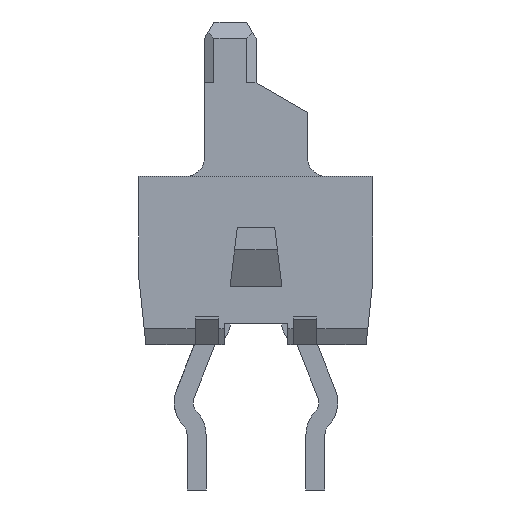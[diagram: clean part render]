
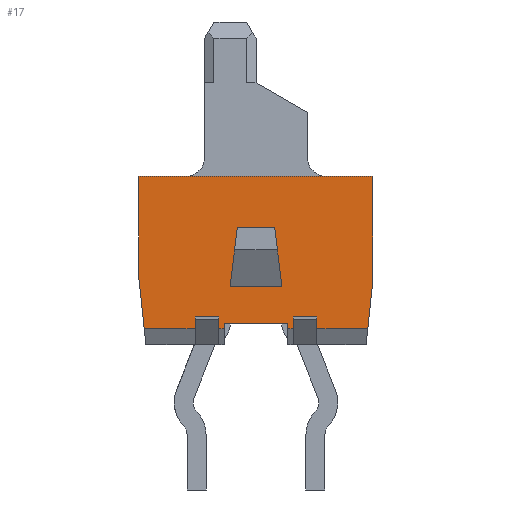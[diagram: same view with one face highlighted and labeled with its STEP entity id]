
A CAD part, front view. The second image highlights one B-rep face of the part: STEP entity #17.
In plain terms, the highlighted planar face has unit normal (0, -1, 0).
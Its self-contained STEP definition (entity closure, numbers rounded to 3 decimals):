
#17 = ADVANCED_FACE('',(#18,#164),#198,.F.);
#18 = FACE_BOUND('',#19,.F.);
#19 = EDGE_LOOP('',(#20,#30,#38,#46,#54,#62,#70,#78,#86,#94,#102,#110,
    #118,#126,#134,#142,#150,#158));
#20 = ORIENTED_EDGE('',*,*,#21,.F.);
#21 = EDGE_CURVE('',#22,#24,#26,.T.);
#22 = VERTEX_POINT('',#23);
#23 = CARTESIAN_POINT('',(-1.089,-10.56,0.346));
#24 = VERTEX_POINT('',#25);
#25 = CARTESIAN_POINT('',(0.,-10.56,0.346));
#26 = LINE('',#27,#28);
#27 = CARTESIAN_POINT('',(-1.089,-10.56,0.346));
#28 = VECTOR('',#29,1.);
#29 = DIRECTION('',(1.,0.,0.));
#30 = ORIENTED_EDGE('',*,*,#31,.T.);
#31 = EDGE_CURVE('',#22,#32,#34,.T.);
#32 = VERTEX_POINT('',#33);
#33 = CARTESIAN_POINT('',(-1.2,-10.56,1.4));
#34 = LINE('',#35,#36);
#35 = CARTESIAN_POINT('',(-1.089,-10.56,0.346));
#36 = VECTOR('',#37,1.);
#37 = DIRECTION('',(-0.105,0.,0.995));
#38 = ORIENTED_EDGE('',*,*,#39,.T.);
#39 = EDGE_CURVE('',#32,#40,#42,.T.);
#40 = VERTEX_POINT('',#41);
#41 = CARTESIAN_POINT('',(-1.2,-10.56,3.6));
#42 = LINE('',#43,#44);
#43 = CARTESIAN_POINT('',(-1.2,-10.56,1.4));
#44 = VECTOR('',#45,1.);
#45 = DIRECTION('',(0.,0.,1.));
#46 = ORIENTED_EDGE('',*,*,#47,.T.);
#47 = EDGE_CURVE('',#40,#48,#50,.T.);
#48 = VERTEX_POINT('',#49);
#49 = CARTESIAN_POINT('',(3.8,-10.56,3.6));
#50 = LINE('',#51,#52);
#51 = CARTESIAN_POINT('',(-1.2,-10.56,3.6));
#52 = VECTOR('',#53,1.);
#53 = DIRECTION('',(1.,0.,0.));
#54 = ORIENTED_EDGE('',*,*,#55,.T.);
#55 = EDGE_CURVE('',#48,#56,#58,.T.);
#56 = VERTEX_POINT('',#57);
#57 = CARTESIAN_POINT('',(3.8,-10.56,1.4));
#58 = LINE('',#59,#60);
#59 = CARTESIAN_POINT('',(3.8,-10.56,3.6));
#60 = VECTOR('',#61,1.);
#61 = DIRECTION('',(0.,0.,-1.));
#62 = ORIENTED_EDGE('',*,*,#63,.T.);
#63 = EDGE_CURVE('',#56,#64,#66,.T.);
#64 = VERTEX_POINT('',#65);
#65 = CARTESIAN_POINT('',(3.689,-10.56,0.346));
#66 = LINE('',#67,#68);
#67 = CARTESIAN_POINT('',(3.8,-10.56,1.4));
#68 = VECTOR('',#69,1.);
#69 = DIRECTION('',(-0.105,0.,-0.995));
#70 = ORIENTED_EDGE('',*,*,#71,.F.);
#71 = EDGE_CURVE('',#72,#64,#74,.T.);
#72 = VERTEX_POINT('',#73);
#73 = CARTESIAN_POINT('',(2.6,-10.56,0.346));
#74 = LINE('',#75,#76);
#75 = CARTESIAN_POINT('',(2.6,-10.56,0.346));
#76 = VECTOR('',#77,1.);
#77 = DIRECTION('',(1.,0.,0.));
#78 = ORIENTED_EDGE('',*,*,#79,.T.);
#79 = EDGE_CURVE('',#72,#80,#82,.T.);
#80 = VERTEX_POINT('',#81);
#81 = CARTESIAN_POINT('',(2.6,-10.56,0.6));
#82 = LINE('',#83,#84);
#83 = CARTESIAN_POINT('',(2.6,-10.56,0.346));
#84 = VECTOR('',#85,1.);
#85 = DIRECTION('',(0.,0.,1.));
#86 = ORIENTED_EDGE('',*,*,#87,.F.);
#87 = EDGE_CURVE('',#88,#80,#90,.T.);
#88 = VERTEX_POINT('',#89);
#89 = CARTESIAN_POINT('',(2.1,-10.56,0.6));
#90 = LINE('',#91,#92);
#91 = CARTESIAN_POINT('',(2.1,-10.56,0.6));
#92 = VECTOR('',#93,1.);
#93 = DIRECTION('',(1.,0.,0.));
#94 = ORIENTED_EDGE('',*,*,#95,.F.);
#95 = EDGE_CURVE('',#96,#88,#98,.T.);
#96 = VERTEX_POINT('',#97);
#97 = CARTESIAN_POINT('',(2.1,-10.56,0.346));
#98 = LINE('',#99,#100);
#99 = CARTESIAN_POINT('',(2.1,-10.56,0.346));
#100 = VECTOR('',#101,1.);
#101 = DIRECTION('',(0.,0.,1.));
#102 = ORIENTED_EDGE('',*,*,#103,.F.);
#103 = EDGE_CURVE('',#104,#96,#106,.T.);
#104 = VERTEX_POINT('',#105);
#105 = CARTESIAN_POINT('',(1.975,-10.56,0.346));
#106 = LINE('',#107,#108);
#107 = CARTESIAN_POINT('',(1.975,-10.56,0.346));
#108 = VECTOR('',#109,1.);
#109 = DIRECTION('',(1.,0.,0.));
#110 = ORIENTED_EDGE('',*,*,#111,.T.);
#111 = EDGE_CURVE('',#104,#112,#114,.T.);
#112 = VERTEX_POINT('',#113);
#113 = CARTESIAN_POINT('',(1.975,-10.56,0.45));
#114 = LINE('',#115,#116);
#115 = CARTESIAN_POINT('',(1.975,-10.56,0.346));
#116 = VECTOR('',#117,1.);
#117 = DIRECTION('',(0.,0.,1.));
#118 = ORIENTED_EDGE('',*,*,#119,.T.);
#119 = EDGE_CURVE('',#112,#120,#122,.T.);
#120 = VERTEX_POINT('',#121);
#121 = CARTESIAN_POINT('',(0.625,-10.56,0.45));
#122 = LINE('',#123,#124);
#123 = CARTESIAN_POINT('',(1.975,-10.56,0.45));
#124 = VECTOR('',#125,1.);
#125 = DIRECTION('',(-1.,0.,0.));
#126 = ORIENTED_EDGE('',*,*,#127,.T.);
#127 = EDGE_CURVE('',#120,#128,#130,.T.);
#128 = VERTEX_POINT('',#129);
#129 = CARTESIAN_POINT('',(0.625,-10.56,0.346));
#130 = LINE('',#131,#132);
#131 = CARTESIAN_POINT('',(0.625,-10.56,0.45));
#132 = VECTOR('',#133,1.);
#133 = DIRECTION('',(0.,0.,-1.));
#134 = ORIENTED_EDGE('',*,*,#135,.F.);
#135 = EDGE_CURVE('',#136,#128,#138,.T.);
#136 = VERTEX_POINT('',#137);
#137 = CARTESIAN_POINT('',(0.5,-10.56,0.346));
#138 = LINE('',#139,#140);
#139 = CARTESIAN_POINT('',(0.5,-10.56,0.346));
#140 = VECTOR('',#141,1.);
#141 = DIRECTION('',(1.,0.,0.));
#142 = ORIENTED_EDGE('',*,*,#143,.T.);
#143 = EDGE_CURVE('',#136,#144,#146,.T.);
#144 = VERTEX_POINT('',#145);
#145 = CARTESIAN_POINT('',(0.5,-10.56,0.6));
#146 = LINE('',#147,#148);
#147 = CARTESIAN_POINT('',(0.5,-10.56,0.346));
#148 = VECTOR('',#149,1.);
#149 = DIRECTION('',(0.,0.,1.));
#150 = ORIENTED_EDGE('',*,*,#151,.F.);
#151 = EDGE_CURVE('',#152,#144,#154,.T.);
#152 = VERTEX_POINT('',#153);
#153 = CARTESIAN_POINT('',(0.,-10.56,0.6));
#154 = LINE('',#155,#156);
#155 = CARTESIAN_POINT('',(0.,-10.56,0.6));
#156 = VECTOR('',#157,1.);
#157 = DIRECTION('',(1.,0.,0.));
#158 = ORIENTED_EDGE('',*,*,#159,.F.);
#159 = EDGE_CURVE('',#24,#152,#160,.T.);
#160 = LINE('',#161,#162);
#161 = CARTESIAN_POINT('',(0.,-10.56,0.346));
#162 = VECTOR('',#163,1.);
#163 = DIRECTION('',(0.,0.,1.));
#164 = FACE_BOUND('',#165,.F.);
#165 = EDGE_LOOP('',(#166,#176,#184,#192));
#166 = ORIENTED_EDGE('',*,*,#167,.T.);
#167 = EDGE_CURVE('',#168,#170,#172,.T.);
#168 = VERTEX_POINT('',#169);
#169 = CARTESIAN_POINT('',(1.7,-10.56,2.5));
#170 = VERTEX_POINT('',#171);
#171 = CARTESIAN_POINT('',(0.9,-10.56,2.5));
#172 = LINE('',#173,#174);
#173 = CARTESIAN_POINT('',(1.7,-10.56,2.5));
#174 = VECTOR('',#175,1.);
#175 = DIRECTION('',(-1.,0.,0.));
#176 = ORIENTED_EDGE('',*,*,#177,.T.);
#177 = EDGE_CURVE('',#170,#178,#180,.T.);
#178 = VERTEX_POINT('',#179);
#179 = CARTESIAN_POINT('',(0.747,-10.56,1.25));
#180 = LINE('',#181,#182);
#181 = CARTESIAN_POINT('',(0.9,-10.56,2.5));
#182 = VECTOR('',#183,1.);
#183 = DIRECTION('',(-0.122,0.,-0.993)
  );
#184 = ORIENTED_EDGE('',*,*,#185,.T.);
#185 = EDGE_CURVE('',#178,#186,#188,.T.);
#186 = VERTEX_POINT('',#187);
#187 = CARTESIAN_POINT('',(1.853,-10.56,1.25));
#188 = LINE('',#189,#190);
#189 = CARTESIAN_POINT('',(0.747,-10.56,1.25));
#190 = VECTOR('',#191,1.);
#191 = DIRECTION('',(1.,0.,0.));
#192 = ORIENTED_EDGE('',*,*,#193,.T.);
#193 = EDGE_CURVE('',#186,#168,#194,.T.);
#194 = LINE('',#195,#196);
#195 = CARTESIAN_POINT('',(1.853,-10.56,1.25));
#196 = VECTOR('',#197,1.);
#197 = DIRECTION('',(-0.122,0.,0.993)
  );
#198 = PLANE('',#199);
#199 = AXIS2_PLACEMENT_3D('',#200,#201,#202);
#200 = CARTESIAN_POINT('',(1.3,-10.56,3.6));
#201 = DIRECTION('',(0.,1.,0.));
#202 = DIRECTION('',(0.,0.,-1.));
